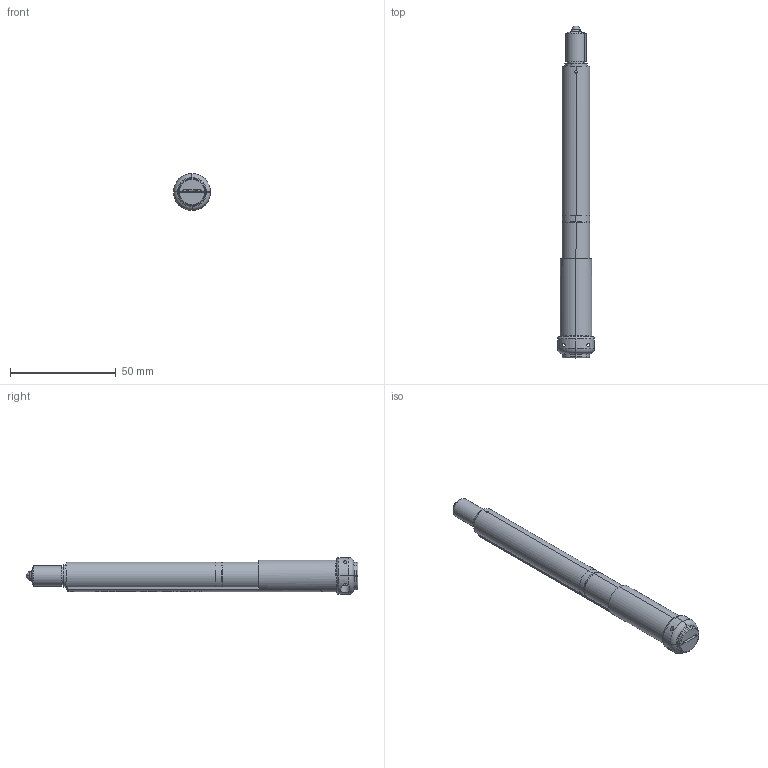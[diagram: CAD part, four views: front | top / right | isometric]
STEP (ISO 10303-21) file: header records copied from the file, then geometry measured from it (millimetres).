
FILE_DESCRIPTION (( 'STEP AP214' ), '1' );
FILE_NAME ('Z825BV.STEP', '2009-09-02T12:01:55', ( ' ' ), ( ' ' ), 'SwSTEP 2.0', 'SolidWorks 2007', '' );
FILE_SCHEMA (( 'AUTOMOTIVE_DESIGN' ));
Length unit declared in the file: millimetre
Products named in the file (1): Z825BV
Bounding box: 17.5 x 157.29 x 17.5 mm (x, y, z)
Surface area: 9072.7 mm2 (no closed solid volume)
Topology: 0 solids, 23 shells, 178 faces, 893 edges, 713 vertices
Faces by surface type: cylinder 94, plane 40, bspline 16, torus 15, cone 11, sphere 2
Entity records: 17820 total; most frequent: CARTESIAN_POINT 9545, ORIENTED_EDGE 1218, DIRECTION 1102, EDGE_CURVE 893, VERTEX_POINT 713, AXIS2_PLACEMENT_3D 394, B_SPLINE_CURVE_WITH_KNOTS 348, VECTOR 314
